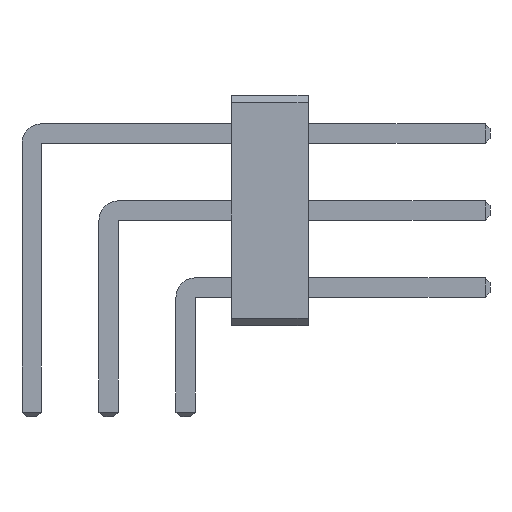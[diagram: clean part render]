
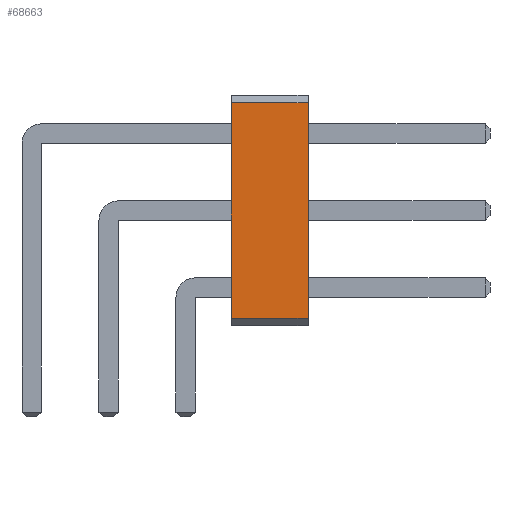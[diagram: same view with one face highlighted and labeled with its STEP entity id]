
A CAD part, front view. The second image highlights one B-rep face of the part: STEP entity #68663.
In plain terms, the highlighted planar face has unit normal (0, -1, 0).
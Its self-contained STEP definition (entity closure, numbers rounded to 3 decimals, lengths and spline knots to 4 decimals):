
#68663 = ADVANCED_FACE('',(#68664),#68698,.T.);
#68664 = FACE_BOUND('',#68665,.T.);
#68665 = EDGE_LOOP('',(#68666,#68676,#68684,#68692));
#68666 = ORIENTED_EDGE('',*,*,#68667,.T.);
#68667 = EDGE_CURVE('',#68668,#68670,#68672,.T.);
#68668 = VERTEX_POINT('',#68669);
#68669 = CARTESIAN_POINT('',(6.58,-87.63,0.254));
#68670 = VERTEX_POINT('',#68671);
#68671 = CARTESIAN_POINT('',(9.12,-87.63,0.254));
#68672 = LINE('',#68673,#68674);
#68673 = CARTESIAN_POINT('',(6.58,-87.63,0.254));
#68674 = VECTOR('',#68675,1.);
#68675 = DIRECTION('',(1.,0.,0.));
#68676 = ORIENTED_EDGE('',*,*,#68677,.T.);
#68677 = EDGE_CURVE('',#68670,#68678,#68680,.T.);
#68678 = VERTEX_POINT('',#68679);
#68679 = CARTESIAN_POINT('',(9.12,-87.63,7.366));
#68680 = LINE('',#68681,#68682);
#68681 = CARTESIAN_POINT('',(9.12,-87.63,0.254));
#68682 = VECTOR('',#68683,1.);
#68683 = DIRECTION('',(0.,0.,1.));
#68684 = ORIENTED_EDGE('',*,*,#68685,.F.);
#68685 = EDGE_CURVE('',#68686,#68678,#68688,.T.);
#68686 = VERTEX_POINT('',#68687);
#68687 = CARTESIAN_POINT('',(6.58,-87.63,7.366));
#68688 = LINE('',#68689,#68690);
#68689 = CARTESIAN_POINT('',(6.58,-87.63,7.366));
#68690 = VECTOR('',#68691,1.);
#68691 = DIRECTION('',(1.,0.,0.));
#68692 = ORIENTED_EDGE('',*,*,#68693,.F.);
#68693 = EDGE_CURVE('',#68668,#68686,#68694,.T.);
#68694 = LINE('',#68695,#68696);
#68695 = CARTESIAN_POINT('',(6.58,-87.63,0.254));
#68696 = VECTOR('',#68697,1.);
#68697 = DIRECTION('',(0.,0.,1.));
#68698 = PLANE('',#68699);
#68699 = AXIS2_PLACEMENT_3D('',#68700,#68701,#68702);
#68700 = CARTESIAN_POINT('',(6.58,-87.63,0.254));
#68701 = DIRECTION('',(0.,-1.,0.));
#68702 = DIRECTION('',(0.,0.,1.));
